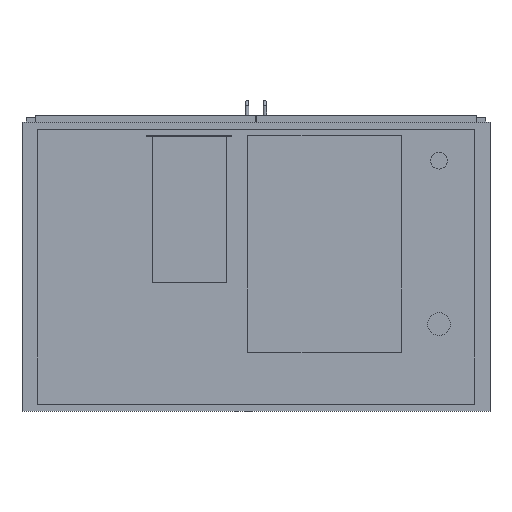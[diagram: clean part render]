
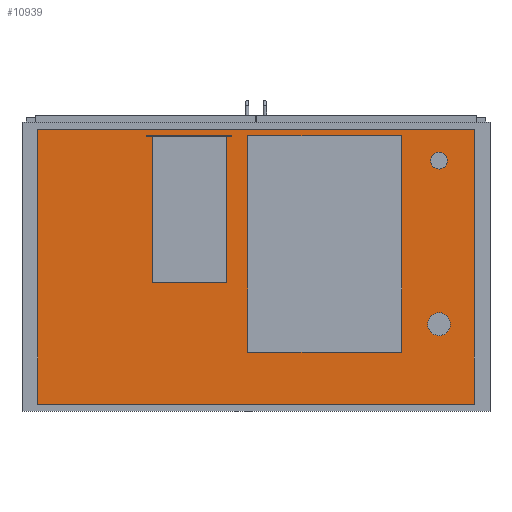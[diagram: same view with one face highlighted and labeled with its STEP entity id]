
A CAD part, front view. The second image highlights one B-rep face of the part: STEP entity #10939.
In plain terms, the highlighted planar face has unit normal (0, -1, 0).
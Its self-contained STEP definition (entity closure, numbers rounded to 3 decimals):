
#101=FACE_BOUND('',#1129,.T.);
#102=FACE_BOUND('',#1130,.T.);
#121=CIRCLE('',#11677,20.);
#123=CIRCLE('',#11681,27.5);
#455=FACE_OUTER_BOUND('',#1128,.T.);
#1128=EDGE_LOOP('',(#7341,#7342,#7343,#7344));
#1129=EDGE_LOOP('',(#7345));
#1130=EDGE_LOOP('',(#7346));
#1850=LINE('',#15726,#3250);
#1852=LINE('',#15730,#3252);
#1854=LINE('',#15734,#3254);
#1856=LINE('',#15737,#3256);
#3250=VECTOR('',#12635,10.);
#3252=VECTOR('',#12639,10.);
#3254=VECTOR('',#12643,10.);
#3256=VECTOR('',#12647,10.);
#4608=VERTEX_POINT('',#15652);
#4610=VERTEX_POINT('',#15659);
#4631=VERTEX_POINT('',#15723);
#4632=VERTEX_POINT('',#15725);
#4633=VERTEX_POINT('',#15729);
#4634=VERTEX_POINT('',#15733);
#5661=EDGE_CURVE('',#4608,#4608,#121,.T.);
#5664=EDGE_CURVE('',#4610,#4610,#123,.T.);
#5694=EDGE_CURVE('',#4632,#4631,#1850,.T.);
#5696=EDGE_CURVE('',#4633,#4632,#1852,.T.);
#5698=EDGE_CURVE('',#4634,#4633,#1854,.T.);
#5700=EDGE_CURVE('',#4631,#4634,#1856,.T.);
#7341=ORIENTED_EDGE('',*,*,#5700,.T.);
#7342=ORIENTED_EDGE('',*,*,#5698,.T.);
#7343=ORIENTED_EDGE('',*,*,#5696,.T.);
#7344=ORIENTED_EDGE('',*,*,#5694,.T.);
#7345=ORIENTED_EDGE('',*,*,#5661,.T.);
#7346=ORIENTED_EDGE('',*,*,#5664,.T.);
#10358=PLANE('',#11698);
#10939=ADVANCED_FACE('',(#455,#101,#102),#10358,.T.);
#11677=AXIS2_PLACEMENT_3D('',#15654,#12569,#12570);
#11681=AXIS2_PLACEMENT_3D('',#15661,#12578,#12579);
#11698=AXIS2_PLACEMENT_3D('',#15738,#12648,#12649);
#12569=DIRECTION('center_axis',(0.,1.,0.));
#12570=DIRECTION('ref_axis',(1.,0.,0.));
#12578=DIRECTION('center_axis',(0.,1.,0.));
#12579=DIRECTION('ref_axis',(1.,0.,0.));
#12635=DIRECTION('',(1.,0.,0.));
#12639=DIRECTION('',(0.,0.,-1.));
#12643=DIRECTION('',(-1.,0.,0.));
#12647=DIRECTION('',(0.,0.,1.));
#12648=DIRECTION('center_axis',(0.,-1.,0.));
#12649=DIRECTION('ref_axis',(0.,0.,-1.));
#15652=CARTESIAN_POINT('',(420.,-370.,255.));
#15654=CARTESIAN_POINT('Origin',(440.,-370.,255.));
#15659=CARTESIAN_POINT('',(412.5,-370.,-138.));
#15661=CARTESIAN_POINT('Origin',(440.,-370.,-138.));
#15723=CARTESIAN_POINT('',(525.,-370.,-330.));
#15725=CARTESIAN_POINT('',(-525.,-370.,-330.));
#15726=CARTESIAN_POINT('',(525.,-370.,-330.));
#15729=CARTESIAN_POINT('',(-525.,-370.,330.));
#15730=CARTESIAN_POINT('',(-525.,-370.,-330.));
#15733=CARTESIAN_POINT('',(525.,-370.,330.));
#15734=CARTESIAN_POINT('',(-525.,-370.,330.));
#15737=CARTESIAN_POINT('',(525.,-370.,330.));
#15738=CARTESIAN_POINT('Origin',(0.,-370.,0.));
